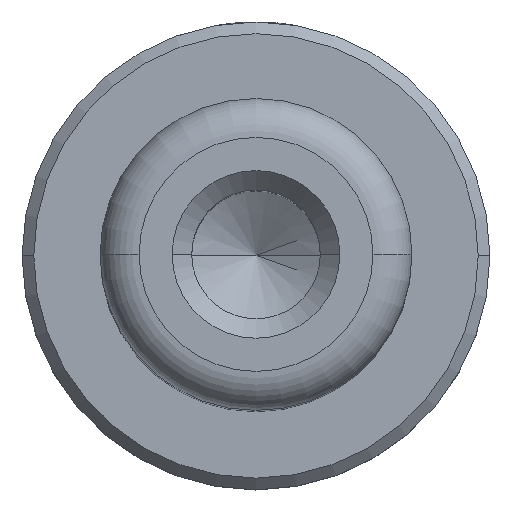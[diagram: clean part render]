
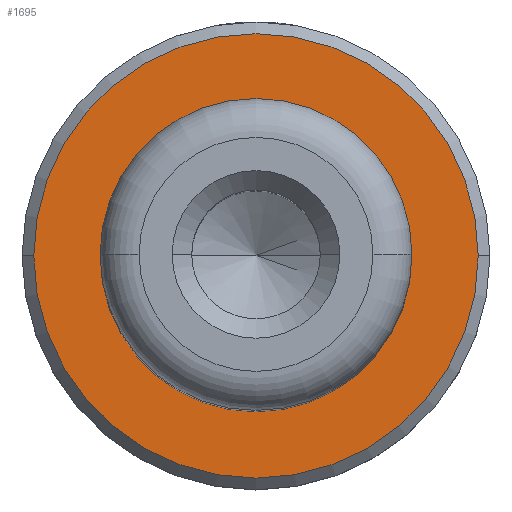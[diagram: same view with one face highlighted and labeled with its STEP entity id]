
A CAD part, top view. The second image highlights one B-rep face of the part: STEP entity #1695.
In plain terms, the highlighted planar face has unit normal (0, 0, 1).
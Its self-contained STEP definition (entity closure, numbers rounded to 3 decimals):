
#24 = DIRECTION ( 'NONE',  ( 1., 0., 0. ) ) ;
#54 = EDGE_CURVE ( 'NONE', #1756, #1014, #969, .T. ) ;
#152 = VERTEX_POINT ( 'NONE', #1997 ) ;
#159 = CIRCLE ( 'NONE', #1612, 3.6 ) ;
#192 = DIRECTION ( 'NONE',  ( 0., 0., -1. ) ) ;
#321 = CARTESIAN_POINT ( 'NONE',  ( 0., 0., 11. ) ) ;
#338 = AXIS2_PLACEMENT_3D ( 'NONE', #321, #954, #24 ) ;
#598 = CIRCLE ( 'NONE', #1201, 5.7 ) ;
#602 = DIRECTION ( 'NONE',  ( 0., 0., -1. ) ) ;
#684 = DIRECTION ( 'NONE',  ( 1., 0., 0. ) ) ;
#691 = DIRECTION ( 'NONE',  ( 0., 0., 1. ) ) ;
#702 = CARTESIAN_POINT ( 'NONE',  ( 0., 0., 11. ) ) ;
#747 = CARTESIAN_POINT ( 'NONE',  ( -5.7, 0., 11. ) ) ;
#912 = ORIENTED_EDGE ( 'NONE', *, *, #54, .T. ) ;
#954 = DIRECTION ( 'NONE',  ( 0., 0., 1. ) ) ;
#963 = AXIS2_PLACEMENT_3D ( 'NONE', #1132, #192, #1308 ) ;
#969 = CIRCLE ( 'NONE', #1245, 5.7 ) ;
#989 = EDGE_CURVE ( 'NONE', #1014, #1756, #598, .T. ) ;
#1014 = VERTEX_POINT ( 'NONE', #747 ) ;
#1070 = ORIENTED_EDGE ( 'NONE', *, *, #1526, .T. ) ;
#1099 = EDGE_LOOP ( 'NONE', ( #1643, #912 ) ) ;
#1132 = CARTESIAN_POINT ( 'NONE',  ( 0., 0., 11. ) ) ;
#1201 = AXIS2_PLACEMENT_3D ( 'NONE', #702, #691, #684 ) ;
#1245 = AXIS2_PLACEMENT_3D ( 'NONE', #1531, #1443, #1342 ) ;
#1308 = DIRECTION ( 'NONE',  ( -1., 0., 0. ) ) ;
#1331 = ORIENTED_EDGE ( 'NONE', *, *, #1750, .T. ) ;
#1342 = DIRECTION ( 'NONE',  ( 1., 0., 0. ) ) ;
#1443 = DIRECTION ( 'NONE',  ( 0., 0., 1. ) ) ;
#1518 = EDGE_LOOP ( 'NONE', ( #1070, #1331 ) ) ;
#1526 = EDGE_CURVE ( 'NONE', #1791, #152, #159, .T. ) ;
#1529 = CIRCLE ( 'NONE', #963, 3.6 ) ;
#1531 = CARTESIAN_POINT ( 'NONE',  ( 0., 0., 11. ) ) ;
#1579 = CARTESIAN_POINT ( 'NONE',  ( 0., 0., 11. ) ) ;
#1587 = FACE_BOUND ( 'NONE', #1518, .T. ) ;
#1612 = AXIS2_PLACEMENT_3D ( 'NONE', #1579, #602, #1728 ) ;
#1643 = ORIENTED_EDGE ( 'NONE', *, *, #989, .T. ) ;
#1695 = ADVANCED_FACE ( 'NONE', ( #2041, #1587 ), #1924, .T. ) ;
#1728 = DIRECTION ( 'NONE',  ( -1., 0., 0. ) ) ;
#1750 = EDGE_CURVE ( 'NONE', #152, #1791, #1529, .T. ) ;
#1756 = VERTEX_POINT ( 'NONE', #1937 ) ;
#1787 = CARTESIAN_POINT ( 'NONE',  ( -3.6, 0., 11. ) ) ;
#1791 = VERTEX_POINT ( 'NONE', #1787 ) ;
#1924 = PLANE ( 'NONE',  #338 ) ;
#1937 = CARTESIAN_POINT ( 'NONE',  ( 5.7, 0., 11. ) ) ;
#1997 = CARTESIAN_POINT ( 'NONE',  ( 3.6, 0., 11. ) ) ;
#2041 = FACE_OUTER_BOUND ( 'NONE', #1099, .T. ) ;
